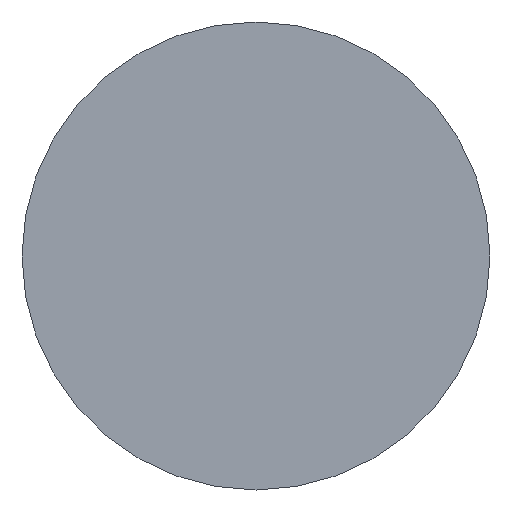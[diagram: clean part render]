
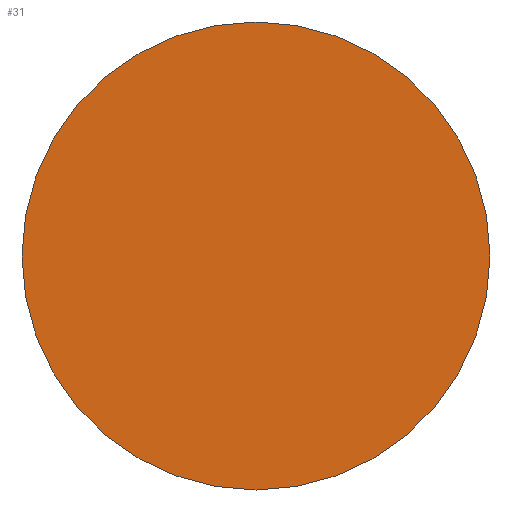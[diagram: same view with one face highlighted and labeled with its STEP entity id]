
A CAD part, left-side view. The second image highlights one B-rep face of the part: STEP entity #31.
In plain terms, the highlighted planar face has unit normal (-1, 0, 0).
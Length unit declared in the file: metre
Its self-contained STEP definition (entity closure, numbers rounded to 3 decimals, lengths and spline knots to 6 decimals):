
#31 = ADVANCED_FACE( '', ( #57 ), #58, .T. );
#57 = FACE_OUTER_BOUND( '', #74, .T. );
#58 = PLANE( '', #75 );
#74 = EDGE_LOOP( '', ( #89 ) );
#75 = AXIS2_PLACEMENT_3D( '', #90, #91, #92 );
#89 = ORIENTED_EDGE( '', *, *, #94, .T. );
#90 = CARTESIAN_POINT( '', ( -0.035268, 0.038777, 0.302302 ) );
#91 = DIRECTION( '', ( -1., 0., 0. ) );
#92 = DIRECTION( '', ( 0., -1., 0. ) );
#94 = EDGE_CURVE( '', #99, #99, #100, .T. );
#99 = VERTEX_POINT( '', #106 );
#100 = CIRCLE( '', #107, 0.020473 );
#106 = CARTESIAN_POINT( '', ( -0.035268, 0.018304, 0.302302 ) );
#107 = AXIS2_PLACEMENT_3D( '', #112, #113, #114 );
#112 = CARTESIAN_POINT( '', ( -0.035268, 0.038777, 0.302302 ) );
#113 = DIRECTION( '', ( -1., 0., 0. ) );
#114 = DIRECTION( '', ( 0., -1., 0. ) );
